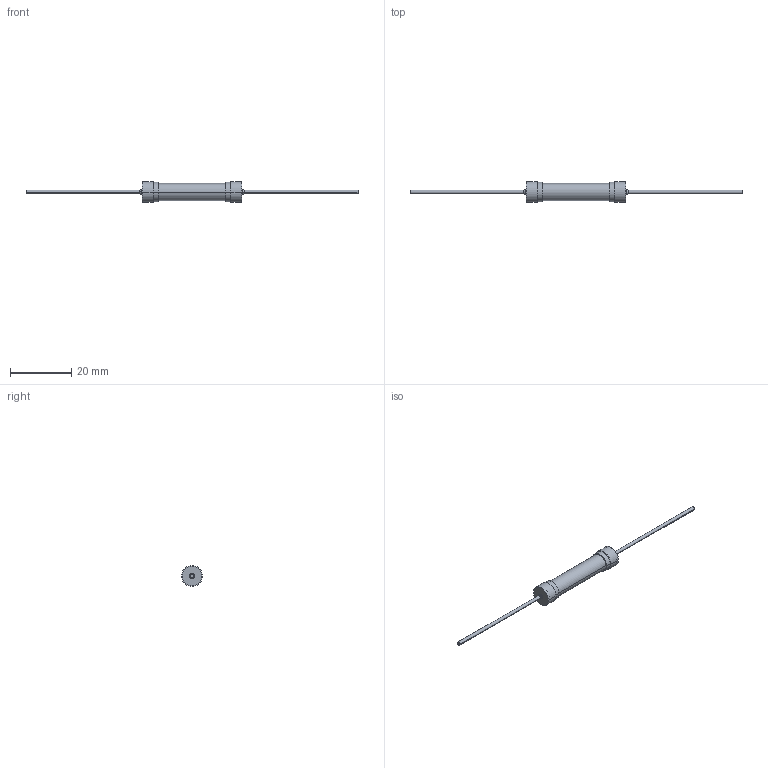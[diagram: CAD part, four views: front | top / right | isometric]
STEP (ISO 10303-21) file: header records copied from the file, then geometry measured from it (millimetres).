
FILE_DESCRIPTION((''),'2;1');
FILE_NAME('6X32_1_0_LEADWIRE_ASM','2024-04-01T',('efag'),(''),'PRO/ENGINEER BY PARAMETRIC TECHNOLOGY CORPORATION, 2008380','PRO/ENGINEER BY PARAMETRIC TECHNOLOGY CORPORATION, 2008380','');
FILE_SCHEMA(('CONFIG_CONTROL_DESIGN'));
Length unit declared in the file: millimetre
Products named in the file (5): 6X32_CYLINDRICAL_3_1; HV610-P_ASM_1_ASM_2_ASM; 6X32_0_8_LEADWIRE_ASM_3_ASM; CP612-38; 6X32_1_0_LEADWIRE_ASM
Assembly tree (5 placements, depth 4):
  6X32_1_0_LEADWIRE_ASM
    6X32_0_8_LEADWIRE_ASM_3_ASM
      HV610-P_ASM_1_ASM_2_ASM
        6X32_CYLINDRICAL_3_1
    CP612-38  x2
Bounding box: 108.72 x 6.85 x 6.85 mm (x, y, z)
Volume: 983.4 mm3; surface area: 1378.1 mm2
Topology: 3 solids, 3 shells, 42 faces, 86 edges, 56 vertices
Faces by surface type: cylinder 22, plane 12, torus 4, bspline 4
Entity records: 985 total; most frequent: CARTESIAN_POINT 194, DIRECTION 182, ORIENTED_EDGE 120, AXIS2_PLACEMENT_3D 84, EDGE_CURVE 60, CIRCLE 46, VERTEX_POINT 40, EDGE_LOOP 32
